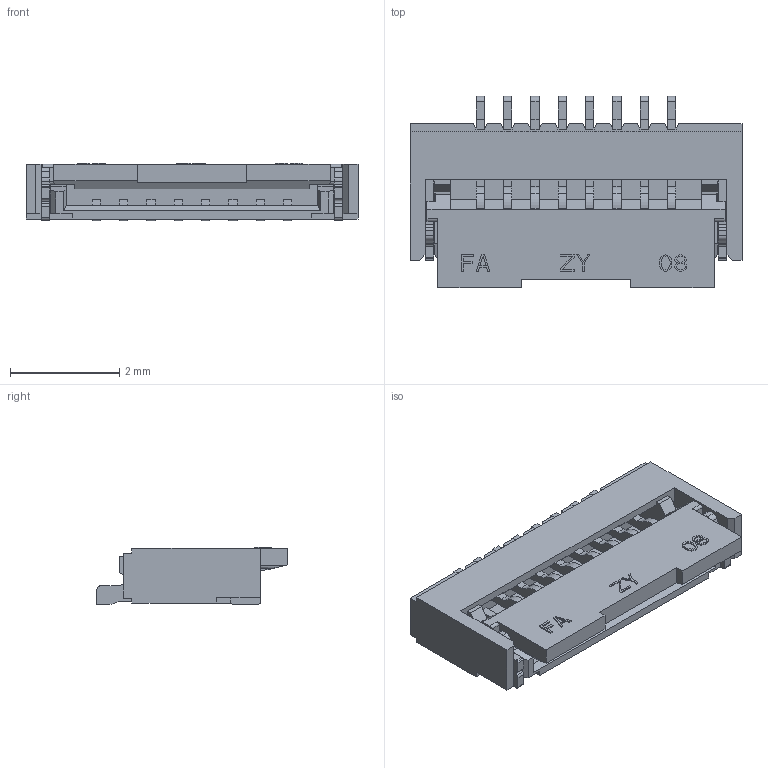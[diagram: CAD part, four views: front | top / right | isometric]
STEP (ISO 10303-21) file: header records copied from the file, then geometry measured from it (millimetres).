
FILE_DESCRIPTION((''),'2;1');
FILE_NAME('_1_AFC20-S36','2021-09-14T11:22:19',('Administrator'),(''),'CREO PARAMETRIC BY PTC INC, 2018100','CREO PARAMETRIC BY PTC INC, 2018100','');
FILE_SCHEMA(('CONFIG_CONTROL_DESIGN'));
Length unit declared in the file: millimetre
Products named in the file (1): _1_AFC20-S36
Bounding box: 6.07 x 3.5 x 1.05 mm (x, y, z)
Volume: 11.7 mm3; surface area: 94.8 mm2
Topology: 1 solids, 1 shells, 848 faces, 2522 edges, 1680 vertices
Faces by surface type: plane 677, cylinder 171
Entity records: 28284 total; most frequent: CARTESIAN_POINT 5166, ORIENTED_EDGE 5044, DIRECTION 4514, EDGE_CURVE 2522, VECTOR 2162, LINE 2162, VERTEX_POINT 1680, AXIS2_PLACEMENT_3D 1176
